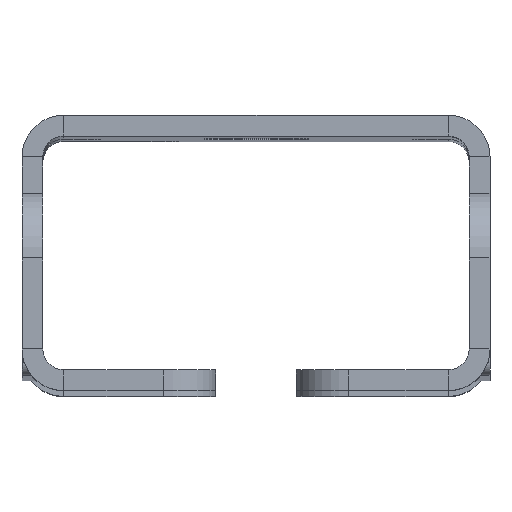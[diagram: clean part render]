
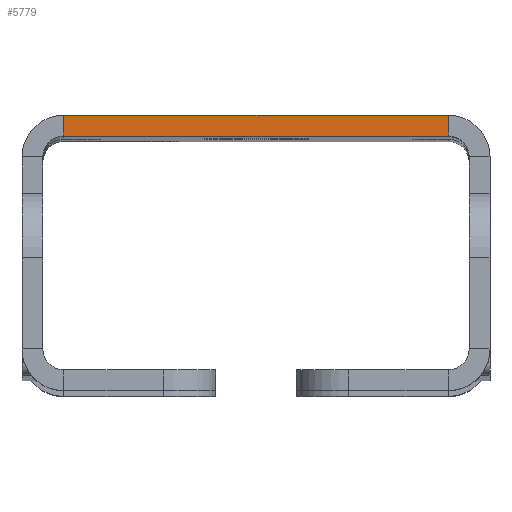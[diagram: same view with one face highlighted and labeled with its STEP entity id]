
A CAD part, top view. The second image highlights one B-rep face of the part: STEP entity #5779.
In plain terms, the highlighted planar face has unit normal (0, 0, 1).
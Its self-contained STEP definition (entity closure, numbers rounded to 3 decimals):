
#209=DIRECTION('',(1.,0.,0.));
#210=VECTOR('',#209,29.6);
#211=CARTESIAN_POINT('',(-14.8,0.,121.3));
#212=LINE('',#211,#210);
#365=DIRECTION('',(1.,0.,0.));
#366=VECTOR('',#365,29.6);
#367=CARTESIAN_POINT('',(-14.8,1.6,121.3));
#368=LINE('',#367,#366);
#783=DIRECTION('',(0.,1.,0.));
#784=VECTOR('',#783,1.6);
#785=CARTESIAN_POINT('',(14.8,0.,121.3));
#786=LINE('',#785,#784);
#787=DIRECTION('',(0.,1.,0.));
#788=VECTOR('',#787,1.6);
#789=CARTESIAN_POINT('',(-14.8,0.,121.3));
#790=LINE('',#789,#788);
#3725=CARTESIAN_POINT('',(-14.8,0.,121.3));
#3726=CARTESIAN_POINT('',(14.8,0.,121.3));
#3727=VERTEX_POINT('',#3725);
#3728=VERTEX_POINT('',#3726);
#3749=CARTESIAN_POINT('',(-14.8,1.6,121.3));
#3750=CARTESIAN_POINT('',(14.8,1.6,121.3));
#3751=VERTEX_POINT('',#3749);
#3752=VERTEX_POINT('',#3750);
#5767=CARTESIAN_POINT('',(0.,0.8,121.3));
#5768=DIRECTION('',(0.,0.,-1.));
#5769=DIRECTION('',(1.,0.,0.));
#5770=AXIS2_PLACEMENT_3D('',#5767,#5768,#5769);
#5771=PLANE('',#5770);
#5772=ORIENTED_EDGE('',*,*,#4926,.F.);
#5774=ORIENTED_EDGE('',*,*,#5773,.T.);
#5775=ORIENTED_EDGE('',*,*,#5138,.T.);
#5776=ORIENTED_EDGE('',*,*,#5758,.F.);
#5777=EDGE_LOOP('',(#5772,#5774,#5775,#5776));
#5778=FACE_OUTER_BOUND('',#5777,.F.);
#5779=ADVANCED_FACE('',(#5778),#5771,.F.);
#4926=EDGE_CURVE('',#3727,#3728,#212,.T.);
#5138=EDGE_CURVE('',#3751,#3752,#368,.T.);
#5758=EDGE_CURVE('',#3728,#3752,#786,.T.);
#5773=EDGE_CURVE('',#3727,#3751,#790,.T.);
